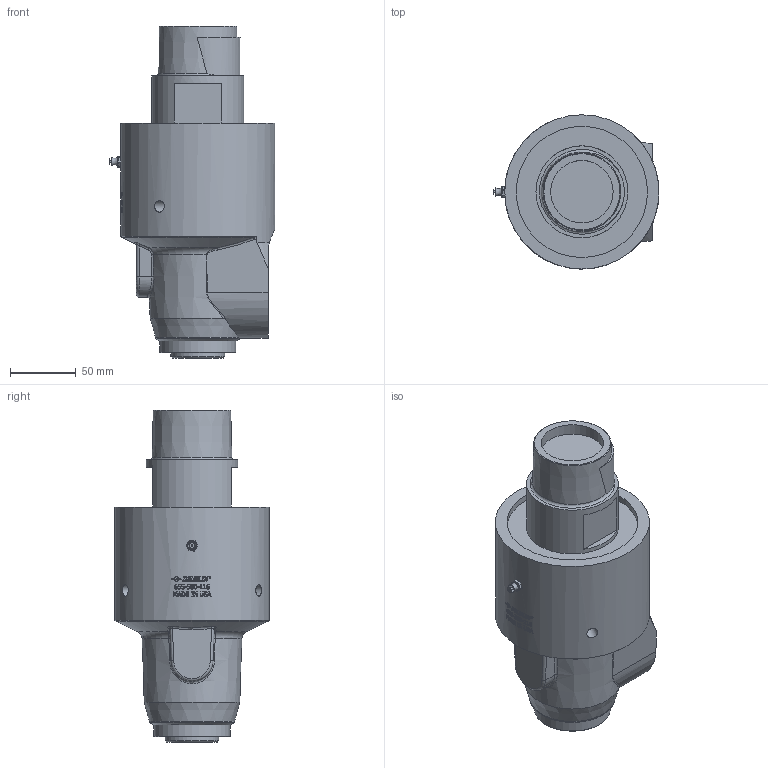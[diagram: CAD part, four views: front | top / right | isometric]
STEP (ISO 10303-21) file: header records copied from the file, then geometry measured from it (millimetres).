
FILE_DESCRIPTION(/* description */ (''),/* implementation_level */ '2;1');
FILE_NAME(/* name */ '655-500-116-IC.stp',/* time_stamp */ '2020-05-20T15:00:56-05:00',/* author */ ('dyurkovich'),/* organization */ (''),/* preprocessor_version */ 'ST-DEVELOPER v18',/* originating_system */ 'Autodesk Inventor 2020',/* authorisation */ '');
FILE_SCHEMA (('AUTOMOTIVE_DESIGN { 1 0 10303 214 3 1 1 }'));
Length unit declared in the file: millimetre
Products named in the file (1): 655-500-116-IC
Bounding box: 126.46 x 117.5 x 253 mm (x, y, z)
Volume: 1611804.4 mm3; surface area: 101205.7 mm2
Topology: 1 solids, 3 shells, 622 faces, 1641 edges, 1071 vertices
Faces by surface type: plane 288, bspline 211, cylinder 88, cone 21, torus 8, sphere 6
Full cylindrical faces by diameter (mm): 1.5 x1, 5.359 x1, 8.6 x3, 41 x1, 47.6 x1, 58 x1, 70 x1, 100 x1, 117.5 x1
Entity records: 27835 total; most frequent: CARTESIAN_POINT 13435, ORIENTED_EDGE 3264, DIRECTION 2506, EDGE_CURVE 1632, VERTEX_POINT 1071, AXIS2_PLACEMENT_3D 920, EDGE_LOOP 679, LINE 666
